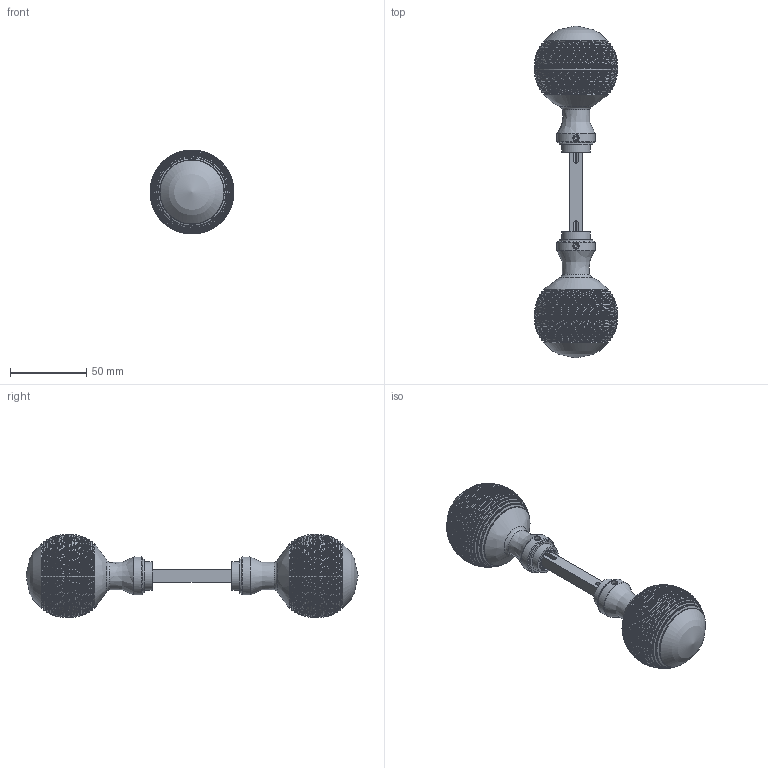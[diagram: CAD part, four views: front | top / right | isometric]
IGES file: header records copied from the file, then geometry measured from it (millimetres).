
Global section: file name: P8057-B; native system: Autodesk Inventor 2018; preprocessor: unknown; author: camerond; date: 20190708.085823; units: millimetre
Bounding box: 55.08 x 218.2 x 55.08 mm (x, y, z)
Volume: 186062.6 mm3; surface area: 36963.1 mm2
Topology: 7 solids, 7 shells, 330 faces, 906 edges, 616 vertices
Faces by surface type: bspline 330
